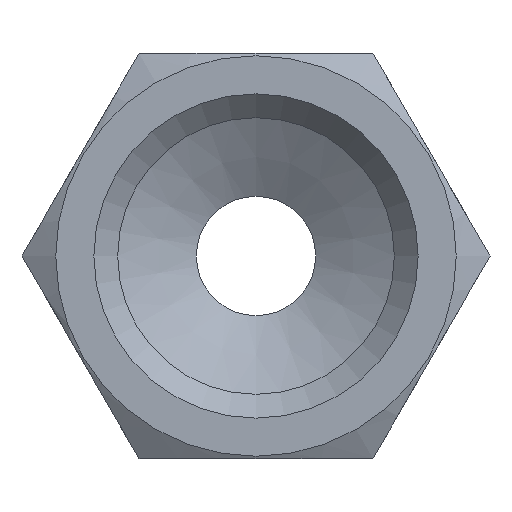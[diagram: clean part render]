
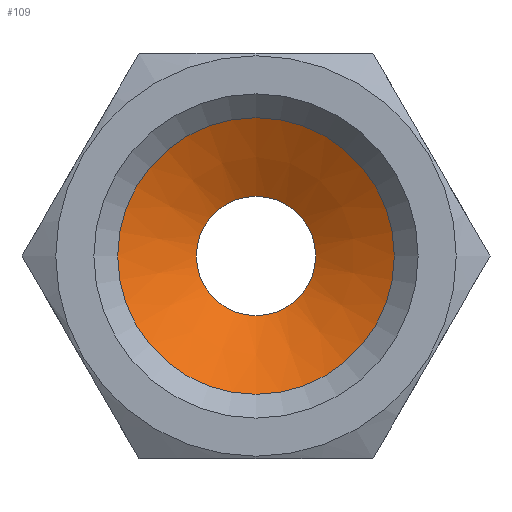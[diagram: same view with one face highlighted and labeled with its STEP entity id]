
A CAD part, front view. The second image highlights one B-rep face of the part: STEP entity #109.
In plain terms, the highlighted conical face has half-angle 60 degrees and reference radius 5.8 mm.
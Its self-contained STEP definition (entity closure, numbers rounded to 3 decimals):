
#109 = ADVANCED_FACE( 'NONE', ( #234, #235 ), #236, .F. );
#234 = FACE_OUTER_BOUND( '', #371, .T. );
#235 = FACE_BOUND( '', #372, .T. );
#236 = CONICAL_SURFACE( '', #373, 5.8, 1.047 );
#371 = EDGE_LOOP( '', ( #616 ) );
#372 = EDGE_LOOP( '', ( #617 ) );
#373 = AXIS2_PLACEMENT_3D( '', #618, #619, #620 );
#616 = ORIENTED_EDGE( '', *, *, #819, .T. );
#617 = ORIENTED_EDGE( '', *, *, #820, .F. );
#618 = CARTESIAN_POINT( '', ( 0., 13., 0. ) );
#619 = DIRECTION( '', ( 0., -1., 0. ) );
#620 = DIRECTION( '', ( 0., 0., -1. ) );
#819 = EDGE_CURVE( 'NONE', #990, #990, #991, .T. );
#820 = EDGE_CURVE( 'NONE', #992, #992, #993, .T. );
#990 = VERTEX_POINT( '', #1337 );
#991 = CIRCLE( '', #1338, 5.8 );
#992 = VERTEX_POINT( '', #1339 );
#993 = CIRCLE( '', #1340, 2.5 );
#1337 = CARTESIAN_POINT( '', ( 0., 13., -5.8 ) );
#1338 = AXIS2_PLACEMENT_3D( '', #1479, #1480, #1481 );
#1339 = CARTESIAN_POINT( '', ( 0., 14.905, -2.5 ) );
#1340 = AXIS2_PLACEMENT_3D( '', #1482, #1483, #1484 );
#1479 = CARTESIAN_POINT( '', ( 0., 13., 0. ) );
#1480 = DIRECTION( '', ( 0., -1., 0. ) );
#1481 = DIRECTION( '', ( 0., 0., -1. ) );
#1482 = CARTESIAN_POINT( '', ( 0., 14.905, 0. ) );
#1483 = DIRECTION( '', ( 0., -1., 0. ) );
#1484 = DIRECTION( '', ( 0., 0., -1. ) );
